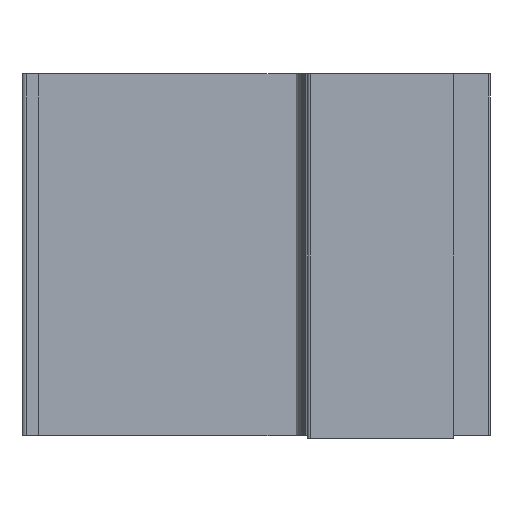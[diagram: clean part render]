
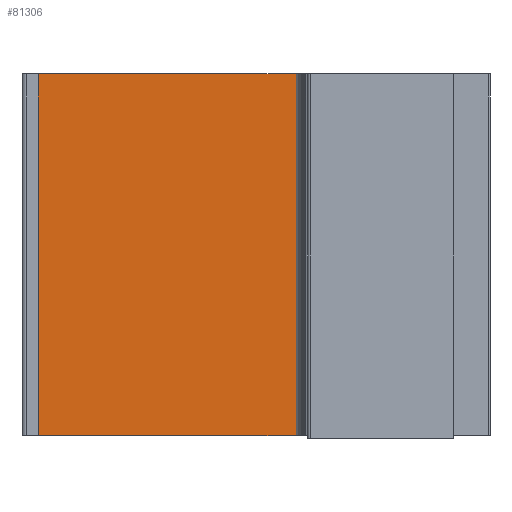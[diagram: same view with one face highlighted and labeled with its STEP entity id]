
A CAD part, left-side view. The second image highlights one B-rep face of the part: STEP entity #81306.
In plain terms, the highlighted planar face has unit normal (-1, 0, 0).
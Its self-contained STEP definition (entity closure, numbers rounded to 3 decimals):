
#6344 = PLANE ( 'NONE',  #17049 ) ;
#7249 = CARTESIAN_POINT ( 'NONE',  ( -11., -150., 125. ) ) ;
#8016 = ORIENTED_EDGE ( 'NONE', *, *, #11853, .T. ) ;
#8454 = EDGE_CURVE ( 'NONE', #11350, #72818, #20362, .T. ) ;
#8820 = VERTEX_POINT ( 'NONE', #71059 ) ;
#10352 = EDGE_LOOP ( 'NONE', ( #8016, #70163, #46726, #32618 ) ) ;
#11350 = VERTEX_POINT ( 'NONE', #74558 ) ;
#11707 = CARTESIAN_POINT ( 'NONE',  ( -11., 150., 125. ) ) ;
#11853 = EDGE_CURVE ( 'NONE', #8820, #86421, #87451, .T. ) ;
#15206 = VECTOR ( 'NONE', #73288, 1000. ) ;
#17049 = AXIS2_PLACEMENT_3D ( 'NONE', #7249, #78371, #78827 ) ;
#20362 = LINE ( 'NONE', #78245, #73590 ) ;
#20669 = VECTOR ( 'NONE', #76442, 1000. ) ;
#32618 = ORIENTED_EDGE ( 'NONE', *, *, #68974, .T. ) ;
#40766 = EDGE_CURVE ( 'NONE', #72818, #86421, #83063, .T. ) ;
#42478 = DIRECTION ( 'NONE',  ( 0., -1., 0. ) ) ;
#42594 = FACE_OUTER_BOUND ( 'NONE', #10352, .T. ) ;
#46726 = ORIENTED_EDGE ( 'NONE', *, *, #8454, .F. ) ;
#51632 = CARTESIAN_POINT ( 'NONE',  ( -11., -150., -125. ) ) ;
#54005 = CARTESIAN_POINT ( 'NONE',  ( -11., -150., -125. ) ) ;
#68974 = EDGE_CURVE ( 'NONE', #11350, #8820, #75259, .T. ) ;
#70046 = DIRECTION ( 'NONE',  ( 0., 0., -1. ) ) ;
#70163 = ORIENTED_EDGE ( 'NONE', *, *, #40766, .F. ) ;
#71059 = CARTESIAN_POINT ( 'NONE',  ( -11., 150., -125. ) ) ;
#71345 = CARTESIAN_POINT ( 'NONE',  ( -11., -150., 125. ) ) ;
#72818 = VERTEX_POINT ( 'NONE', #71345 ) ;
#73288 = DIRECTION ( 'NONE',  ( 0., -1., 0. ) ) ;
#73590 = VECTOR ( 'NONE', #42478, 1000. ) ;
#74558 = CARTESIAN_POINT ( 'NONE',  ( -11., 150., 125. ) ) ;
#75259 = LINE ( 'NONE', #11707, #89035 ) ;
#76442 = DIRECTION ( 'NONE',  ( 0., 0., -1. ) ) ;
#76907 = CARTESIAN_POINT ( 'NONE',  ( -11., -150., 125. ) ) ;
#78245 = CARTESIAN_POINT ( 'NONE',  ( -11., -150., 125. ) ) ;
#78371 = DIRECTION ( 'NONE',  ( 1., 0., 0. ) ) ;
#78827 = DIRECTION ( 'NONE',  ( 0., 0., -1. ) ) ;
#81306 = ADVANCED_FACE ( 'NONE', ( #42594 ), #6344, .F. ) ;
#83063 = LINE ( 'NONE', #76907, #20669 ) ;
#86421 = VERTEX_POINT ( 'NONE', #54005 ) ;
#87451 = LINE ( 'NONE', #51632, #15206 ) ;
#89035 = VECTOR ( 'NONE', #70046, 1000. ) ;
